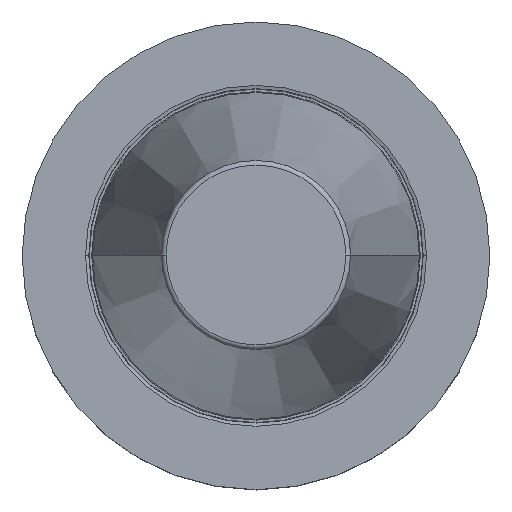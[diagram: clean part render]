
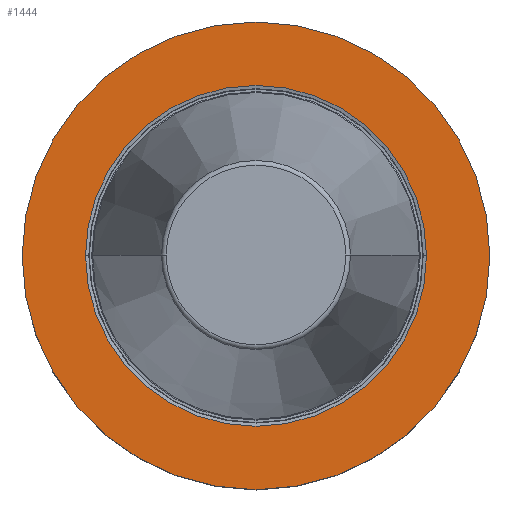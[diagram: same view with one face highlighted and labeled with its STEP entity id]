
A CAD part, top view. The second image highlights one B-rep face of the part: STEP entity #1444.
In plain terms, the highlighted planar face has unit normal (0, 0, 1).
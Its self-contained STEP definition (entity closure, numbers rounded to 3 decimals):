
#38=CARTESIAN_POINT('',(0.,0.,-3.));
#39=DIRECTION('',(0.,0.,-1.));
#40=DIRECTION('',(1.,0.,0.));
#41=AXIS2_PLACEMENT_3D('',#38,#39,#40);
#47=CARTESIAN_POINT('',(0.,0.,-3.));
#48=DIRECTION('',(0.,0.,1.));
#49=DIRECTION('',(1.,0.,0.));
#50=AXIS2_PLACEMENT_3D('',#47,#48,#49);
#55=CARTESIAN_POINT('',(0.,0.,-3.));
#56=DIRECTION('',(0.,0.,1.));
#57=DIRECTION('',(1.,0.,0.));
#58=AXIS2_PLACEMENT_3D('',#55,#56,#57);
#63=CARTESIAN_POINT('',(0.,0.,-3.));
#64=DIRECTION('',(0.,0.,1.));
#65=DIRECTION('',(-1.,0.,0.));
#66=AXIS2_PLACEMENT_3D('',#63,#64,#65);
#1359=CARTESIAN_POINT('',(50.,0.,-3.));
#1360=CARTESIAN_POINT('',(-50.,0.,-3.));
#1361=VERTEX_POINT('',#1359);
#1362=VERTEX_POINT('',#1360);
#1421=CARTESIAN_POINT('',(36.446,0.,-3.));
#1422=VERTEX_POINT('',#1421);
#1425=CARTESIAN_POINT('',(-36.446,0.,-3.));
#1426=VERTEX_POINT('',#1425);
#1427=CARTESIAN_POINT('',(0.,0.,-3.));
#1428=DIRECTION('',(0.,0.,-1.));
#1429=DIRECTION('',(-1.,0.,0.));
#1430=AXIS2_PLACEMENT_3D('',#1427,#1428,#1429);
#1431=PLANE('',#1430);
#1433=ORIENTED_EDGE('',*,*,#1432,.T.);
#1435=ORIENTED_EDGE('',*,*,#1434,.F.);
#1436=EDGE_LOOP('',(#1433,#1435));
#1437=FACE_OUTER_BOUND('',#1436,.F.);
#1439=ORIENTED_EDGE('',*,*,#1438,.T.);
#1441=ORIENTED_EDGE('',*,*,#1440,.T.);
#1442=EDGE_LOOP('',(#1439,#1441));
#1443=FACE_BOUND('',#1442,.F.);
#42=CIRCLE('',#41,50.);
#51=CIRCLE('',#50,50.);
#59=CIRCLE('',#58,36.446);
#67=CIRCLE('',#66,36.446);
#1432=EDGE_CURVE('',#1361,#1362,#42,.T.);
#1434=EDGE_CURVE('',#1361,#1362,#51,.T.);
#1438=EDGE_CURVE('',#1422,#1426,#59,.T.);
#1440=EDGE_CURVE('',#1426,#1422,#67,.T.);
#1444=ADVANCED_FACE('',(#1437,#1443),#1431,.F.);
